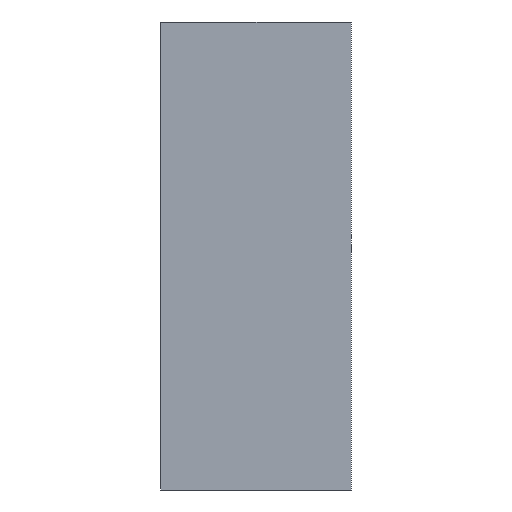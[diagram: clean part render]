
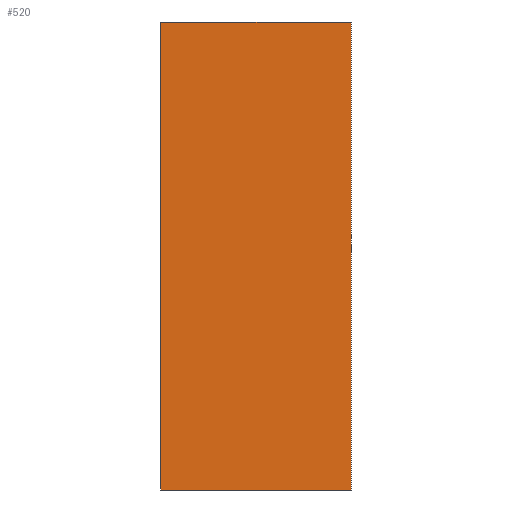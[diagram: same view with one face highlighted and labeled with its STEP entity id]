
A CAD part, left-side view. The second image highlights one B-rep face of the part: STEP entity #520.
In plain terms, the highlighted planar face has unit normal (-1, 0, 0).
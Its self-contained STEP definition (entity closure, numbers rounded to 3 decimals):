
#7 = AXIS2_PLACEMENT_3D ( 'NONE', #1449, #2706, #1037 ) ;
#133 = VECTOR ( 'NONE', #1408, 1000. ) ;
#190 = ORIENTED_EDGE ( 'NONE', *, *, #580, .T. ) ;
#324 = CARTESIAN_POINT ( 'NONE',  ( -1.6, 0.65, 0.8 ) ) ;
#360 = EDGE_LOOP ( 'NONE', ( #1938, #2505, #2155, #190 ) ) ;
#499 = CARTESIAN_POINT ( 'NONE',  ( -1.6, 0.65, 0.8 ) ) ;
#520 = ADVANCED_FACE ( 'NONE', ( #2096 ), #606, .F. ) ;
#580 = EDGE_CURVE ( 'NONE', #1248, #657, #915, .T. ) ;
#595 = LINE ( 'NONE', #1011, #133 ) ;
#606 = PLANE ( 'NONE',  #7 ) ;
#657 = VERTEX_POINT ( 'NONE', #2673 ) ;
#749 = EDGE_CURVE ( 'NONE', #657, #845, #853, .T. ) ;
#845 = VERTEX_POINT ( 'NONE', #2570 ) ;
#853 = LINE ( 'NONE', #1070, #1326 ) ;
#869 = DIRECTION ( 'NONE',  ( 0., -1., 0. ) ) ;
#872 = VERTEX_POINT ( 'NONE', #1290 ) ;
#915 = LINE ( 'NONE', #499, #1019 ) ;
#1011 = CARTESIAN_POINT ( 'NONE',  ( -1.6, 0.65, 0.8 ) ) ;
#1019 = VECTOR ( 'NONE', #1791, 1000. ) ;
#1037 = DIRECTION ( 'NONE',  ( 0., 0., -1. ) ) ;
#1070 = CARTESIAN_POINT ( 'NONE',  ( -1.6, 0.65, -0.8 ) ) ;
#1248 = VERTEX_POINT ( 'NONE', #324 ) ;
#1290 = CARTESIAN_POINT ( 'NONE',  ( -1.6, 0., 0.8 ) ) ;
#1326 = VECTOR ( 'NONE', #869, 1000. ) ;
#1408 = DIRECTION ( 'NONE',  ( 0., -1., 0. ) ) ;
#1449 = CARTESIAN_POINT ( 'NONE',  ( -1.6, 0.65, 0.8 ) ) ;
#1630 = VECTOR ( 'NONE', #2682, 1000. ) ;
#1791 = DIRECTION ( 'NONE',  ( 0., 0., -1. ) ) ;
#1818 = LINE ( 'NONE', #2015, #1630 ) ;
#1938 = ORIENTED_EDGE ( 'NONE', *, *, #749, .T. ) ;
#2015 = CARTESIAN_POINT ( 'NONE',  ( -1.6, 0., 0.8 ) ) ;
#2096 = FACE_OUTER_BOUND ( 'NONE', #360, .T. ) ;
#2155 = ORIENTED_EDGE ( 'NONE', *, *, #2177, .F. ) ;
#2177 = EDGE_CURVE ( 'NONE', #1248, #872, #595, .T. ) ;
#2505 = ORIENTED_EDGE ( 'NONE', *, *, #2555, .F. ) ;
#2555 = EDGE_CURVE ( 'NONE', #872, #845, #1818, .T. ) ;
#2570 = CARTESIAN_POINT ( 'NONE',  ( -1.6, 0., -0.8 ) ) ;
#2673 = CARTESIAN_POINT ( 'NONE',  ( -1.6, 0.65, -0.8 ) ) ;
#2682 = DIRECTION ( 'NONE',  ( 0., 0., -1. ) ) ;
#2706 = DIRECTION ( 'NONE',  ( 1., 0., 0. ) ) ;
